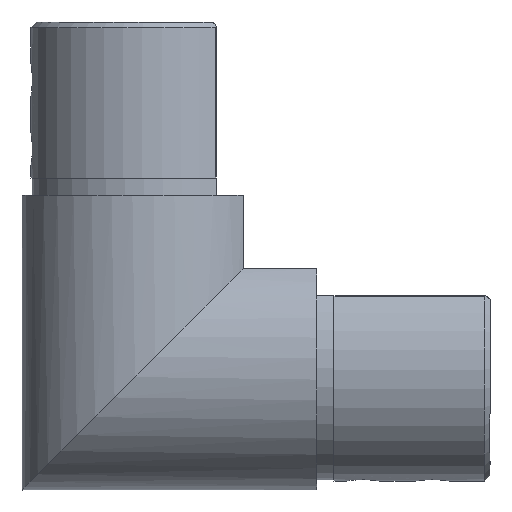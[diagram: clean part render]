
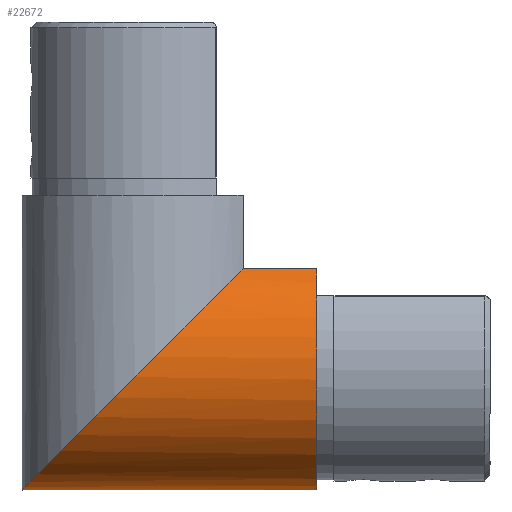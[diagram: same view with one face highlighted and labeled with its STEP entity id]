
A CAD part, left-side view. The second image highlights one B-rep face of the part: STEP entity #22672.
In plain terms, the highlighted cylindrical face has radius 21.2 mm (diameter 42.4 mm), a partial arc.
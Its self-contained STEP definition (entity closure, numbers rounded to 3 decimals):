
#572 = VERTEX_POINT ( 'NONE', #6733 ) ;
#840 = CARTESIAN_POINT ( 'NONE',  ( 12.5, 88.991, 17.123 ) ) ;
#1023 = CARTESIAN_POINT ( 'NONE',  ( 12.5, 0., 17.123 ) ) ;
#1667 = DIRECTION ( 'NONE',  ( 0., 0., -1. ) ) ;
#2280 = EDGE_CURVE ( 'NONE', #3536, #8304, #20838, .T. ) ;
#3536 = VERTEX_POINT ( 'NONE', #1023 ) ;
#4191 = LINE ( 'NONE', #840, #8103 ) ;
#4575 = VERTEX_POINT ( 'NONE', #10423 ) ;
#5195 = ORIENTED_EDGE ( 'NONE', *, *, #2280, .T. ) ;
#5335 = DIRECTION ( 'NONE',  ( 0., -1., 0. ) ) ;
#5510 = CARTESIAN_POINT ( 'NONE',  ( -24.88, 51., -21.2 ) ) ;
#6733 = CARTESIAN_POINT ( 'NONE',  ( -12.5, 12.677, 17.123 ) ) ;
#6858 = AXIS2_PLACEMENT_3D ( 'NONE', #17107, #5335, #1667 ) ;
#7252 = EDGE_CURVE ( 'NONE', #4575, #3536, #4191, .T. ) ;
#8103 = VECTOR ( 'NONE', #14389, 1000. ) ;
#8304 = VERTEX_POINT ( 'NONE', #9162 ) ;
#9162 = CARTESIAN_POINT ( 'NONE',  ( -12.5, 0., 17.123 ) ) ;
#9280 = CARTESIAN_POINT ( 'NONE',  ( 12.5, 12.677, 17.123 ) ) ;
#10362 = ORIENTED_EDGE ( 'NONE', *, *, #7252, .T. ) ;
#10423 = CARTESIAN_POINT ( 'NONE',  ( 12.5, 12.677, 17.123 ) ) ;
#11216 = CARTESIAN_POINT ( 'NONE',  ( 0., 51., -21.2 ) ) ;
#12251 = EDGE_CURVE ( 'NONE', #4575, #572, #16934, .T. ) ;
#13318 = LINE ( 'NONE', #18104, #20029 ) ;
#13444 = CARTESIAN_POINT ( 'NONE',  ( -12.5, 12.677, 17.123 ) ) ;
#14226 = ORIENTED_EDGE ( 'NONE', *, *, #23079, .F. ) ;
#14389 = DIRECTION ( 'NONE',  ( 0., -1., 0. ) ) ;
#14532 = DIRECTION ( 'NONE',  ( 0., -1., 0. ) ) ;
#16396 = CYLINDRICAL_SURFACE ( 'NONE', #6858, 21.2 ) ;
#16686 = FACE_OUTER_BOUND ( 'NONE', #17395, .T. ) ;
#16934 =( BOUNDED_CURVE ( )  B_SPLINE_CURVE ( 3, ( #9280, #19064, #22868, #11216, #5510, #17284, #13444 ),
 .UNSPECIFIED., .F., .T. ) 
 B_SPLINE_CURVE_WITH_KNOTS ( ( 4, 3, 4 ),
 ( 0.631, 3.142, 5.653 ),
 .UNSPECIFIED. ) 
 CURVE ( )  GEOMETRIC_REPRESENTATION_ITEM ( )  RATIONAL_B_SPLINE_CURVE ( ( 1., 0.54, 0.54, 1., 0.54, 0.54, 1. ) ) 
 REPRESENTATION_ITEM ( '' )  );
#17107 = CARTESIAN_POINT ( 'NONE',  ( 0., 88.991, 0. ) ) ;
#17284 = CARTESIAN_POINT ( 'NONE',  ( -32.595, 27.347, 2.453 ) ) ;
#17386 = DIRECTION ( 'NONE',  ( 0., 1., 0. ) ) ;
#17395 = EDGE_LOOP ( 'NONE', ( #21727, #10362, #5195, #14226 ) ) ;
#18104 = CARTESIAN_POINT ( 'NONE',  ( -12.5, 88.991, 17.123 ) ) ;
#19064 = CARTESIAN_POINT ( 'NONE',  ( 32.595, 27.347, 2.453 ) ) ;
#19330 = CARTESIAN_POINT ( 'NONE',  ( 0., 0., 0. ) ) ;
#20029 = VECTOR ( 'NONE', #14532, 1000. ) ;
#20838 = CIRCLE ( 'NONE', #21457, 21.2 ) ;
#21272 = DIRECTION ( 'NONE',  ( 0., 0., 1. ) ) ;
#21457 = AXIS2_PLACEMENT_3D ( 'NONE', #19330, #17386, #21272 ) ;
#21727 = ORIENTED_EDGE ( 'NONE', *, *, #12251, .F. ) ;
#22672 = ADVANCED_FACE ( 'NONE', ( #16686 ), #16396, .T. ) ;
#22868 = CARTESIAN_POINT ( 'NONE',  ( 24.88, 51., -21.2 ) ) ;
#23079 = EDGE_CURVE ( 'NONE', #572, #8304, #13318, .T. ) ;
